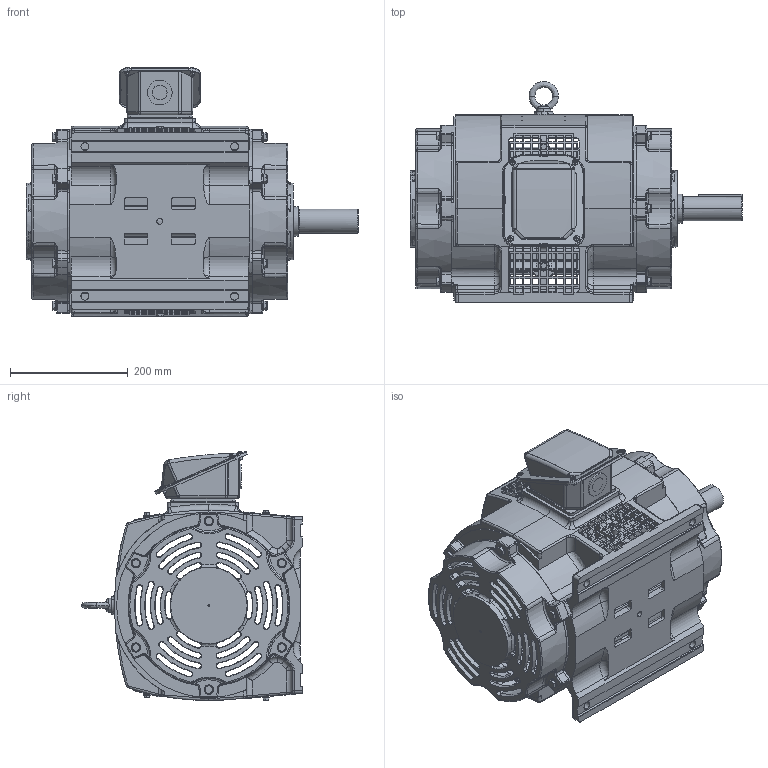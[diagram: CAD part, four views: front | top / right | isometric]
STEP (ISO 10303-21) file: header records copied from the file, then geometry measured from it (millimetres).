
FILE_DESCRIPTION(('CATIA V5 STEP Exchange'),'2;1');
FILE_NAME('31043A425-ASHH-- 256T.stp','2020-04-06T05:51:26+00:00',('none'),('none'),'Unofficial Packaging Version','CATIA V5 STEP AP203','none');
FILE_SCHEMA(('CONFIG_CONTROL_DESIGN'));
Products named in the file (1): 31043A425-ASHH-- 256T
Bounding box: 563.55 x 374.78 x 422.6 mm (x, y, z)
Volume: 7737256.2 mm3; surface area: 1709702.2 mm2
Topology: 5 solids, 15 shells, 4256 faces, 12185 edges, 7807 vertices
Faces by surface type: plane 1786, cylinder 1145, cone 537, torus 342, bspline 332, sphere 100, revolution 14
Entity records: 165601 total; most frequent: CARTESIAN_POINT 63160, ORIENTED_EDGE 24170, DIRECTION 16348, EDGE_CURVE 12085, VERTEX_POINT 7807, AXIS2_PLACEMENT_3D 6376, VECTOR 6190, LINE 6190
